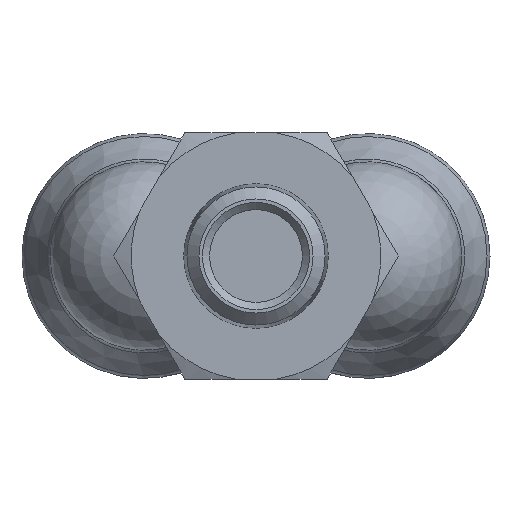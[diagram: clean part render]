
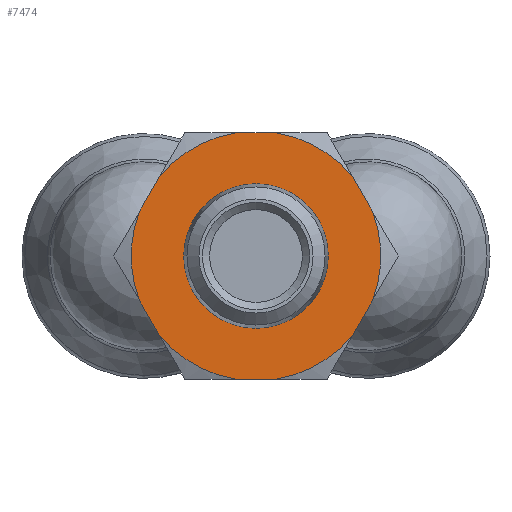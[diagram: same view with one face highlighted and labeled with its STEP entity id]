
A CAD part, front view. The second image highlights one B-rep face of the part: STEP entity #7474.
In plain terms, the highlighted face is planar.
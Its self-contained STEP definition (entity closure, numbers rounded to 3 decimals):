
#7137=CARTESIAN_POINT('',(-21.1,-8.063,3.035));
#7138=VERTEX_POINT('',#7137);
#7154=CARTESIAN_POINT('',(-21.1,-8.063,-3.035));
#7155=VERTEX_POINT('',#7154);
#7156=CARTESIAN_POINT('',(-21.1,0.,0.0));
#7157=DIRECTION('',(-1.0,0.0,0.0));
#7158=DIRECTION('',(0.0,1.0,0.0));
#7159=AXIS2_PLACEMENT_3D('',#7156,#7157,#7158);
#7160=CIRCLE('',#7159,8.615);
#7161=EDGE_CURVE('',#7155,#7138,#7160,.T.);
#7186=CARTESIAN_POINT('',(-21.1,-6.66,5.465));
#7187=VERTEX_POINT('',#7186);
#7201=CARTESIAN_POINT('',(-21.1,-1.403,8.5));
#7202=VERTEX_POINT('',#7201);
#7216=CARTESIAN_POINT('',(-21.1,0.,0.0));
#7217=DIRECTION('',(-1.0,0.0,0.0));
#7218=DIRECTION('',(0.0,1.0,0.0));
#7219=AXIS2_PLACEMENT_3D('',#7216,#7217,#7218);
#7220=CIRCLE('',#7219,8.615);
#7221=EDGE_CURVE('',#7187,#7202,#7220,.T.);
#7233=CARTESIAN_POINT('',(-21.1,1.403,8.5));
#7234=VERTEX_POINT('',#7233);
#7248=CARTESIAN_POINT('',(-21.1,6.66,5.465));
#7249=VERTEX_POINT('',#7248);
#7263=CARTESIAN_POINT('',(-21.1,0.,0.0));
#7264=DIRECTION('',(-1.0,0.0,0.0));
#7265=DIRECTION('',(0.0,1.0,0.0));
#7266=AXIS2_PLACEMENT_3D('',#7263,#7264,#7265);
#7267=CIRCLE('',#7266,8.615);
#7268=EDGE_CURVE('',#7234,#7249,#7267,.T.);
#7280=CARTESIAN_POINT('',(-21.1,8.063,3.035));
#7281=VERTEX_POINT('',#7280);
#7295=CARTESIAN_POINT('',(-21.1,8.063,-3.035));
#7296=VERTEX_POINT('',#7295);
#7310=CARTESIAN_POINT('',(-21.1,0.,0.0));
#7311=DIRECTION('',(-1.0,0.0,0.0));
#7312=DIRECTION('',(0.0,1.0,0.0));
#7313=AXIS2_PLACEMENT_3D('',#7310,#7311,#7312);
#7314=CIRCLE('',#7313,8.615);
#7315=EDGE_CURVE('',#7281,#7296,#7314,.T.);
#7327=CARTESIAN_POINT('',(-21.1,6.66,-5.465));
#7328=VERTEX_POINT('',#7327);
#7342=CARTESIAN_POINT('',(-21.1,1.403,-8.5));
#7343=VERTEX_POINT('',#7342);
#7357=CARTESIAN_POINT('',(-21.1,0.,0.0));
#7358=DIRECTION('',(-1.0,0.0,0.0));
#7359=DIRECTION('',(0.0,1.0,0.0));
#7360=AXIS2_PLACEMENT_3D('',#7357,#7358,#7359);
#7361=CIRCLE('',#7360,8.615);
#7362=EDGE_CURVE('',#7328,#7343,#7361,.T.);
#7374=CARTESIAN_POINT('',(-21.1,-1.403,-8.5));
#7375=VERTEX_POINT('',#7374);
#7389=CARTESIAN_POINT('',(-21.1,-6.66,-5.465));
#7390=VERTEX_POINT('',#7389);
#7404=CARTESIAN_POINT('',(-21.1,0.,0.0));
#7405=DIRECTION('',(-1.0,0.0,0.0));
#7406=DIRECTION('',(0.0,1.0,0.0));
#7407=AXIS2_PLACEMENT_3D('',#7404,#7405,#7406);
#7408=CIRCLE('',#7407,8.615);
#7409=EDGE_CURVE('',#7375,#7390,#7408,.T.);
#7414=CARTESIAN_POINT('',(-21.1,6.245,0.0));
#7415=DIRECTION('',(-1.0,0.0,0.0));
#7416=DIRECTION('',(0.0,0.0,1.0));
#7417=AXIS2_PLACEMENT_3D('',#7414,#7415,#7416);
#7418=PLANE('',#7417);
#7419=ORIENTED_EDGE('',*,*,#7409,.T.);
#7420=CARTESIAN_POINT('',(-21.1,-8.063,-3.035));
#7421=DIRECTION('',(0.0,0.5,-0.866));
#7422=VECTOR('',#7421,2.805);
#7423=LINE('',#7420,#7422);
#7424=EDGE_CURVE('',#7155,#7390,#7423,.T.);
#7425=ORIENTED_EDGE('',*,*,#7424,.F.);
#7426=ORIENTED_EDGE('',*,*,#7161,.T.);
#7427=CARTESIAN_POINT('',(-21.1,-6.66,5.465));
#7428=DIRECTION('',(0.0,-0.5,-0.866));
#7429=VECTOR('',#7428,2.805);
#7430=LINE('',#7427,#7429);
#7431=EDGE_CURVE('',#7187,#7138,#7430,.T.);
#7432=ORIENTED_EDGE('',*,*,#7431,.F.);
#7433=ORIENTED_EDGE('',*,*,#7221,.T.);
#7434=CARTESIAN_POINT('',(-21.1,1.403,8.5));
#7435=DIRECTION('',(0.0,-1.0,0.0));
#7436=VECTOR('',#7435,2.805);
#7437=LINE('',#7434,#7436);
#7438=EDGE_CURVE('',#7234,#7202,#7437,.T.);
#7439=ORIENTED_EDGE('',*,*,#7438,.F.);
#7440=ORIENTED_EDGE('',*,*,#7268,.T.);
#7441=CARTESIAN_POINT('',(-21.1,8.063,3.035));
#7442=DIRECTION('',(0.0,-0.5,0.866));
#7443=VECTOR('',#7442,2.805);
#7444=LINE('',#7441,#7443);
#7445=EDGE_CURVE('',#7281,#7249,#7444,.T.);
#7446=ORIENTED_EDGE('',*,*,#7445,.F.);
#7447=ORIENTED_EDGE('',*,*,#7315,.T.);
#7448=CARTESIAN_POINT('',(-21.1,6.66,-5.465));
#7449=DIRECTION('',(0.0,0.5,0.866));
#7450=VECTOR('',#7449,2.805);
#7451=LINE('',#7448,#7450);
#7452=EDGE_CURVE('',#7328,#7296,#7451,.T.);
#7453=ORIENTED_EDGE('',*,*,#7452,.F.);
#7454=ORIENTED_EDGE('',*,*,#7362,.T.);
#7455=CARTESIAN_POINT('',(-21.1,-1.403,-8.5));
#7456=DIRECTION('',(0.0,1.0,0.0));
#7457=VECTOR('',#7456,2.805);
#7458=LINE('',#7455,#7457);
#7459=EDGE_CURVE('',#7375,#7343,#7458,.T.);
#7460=ORIENTED_EDGE('',*,*,#7459,.F.);
#7461=EDGE_LOOP('',(#7419,#7425,#7426,#7432,#7433,#7439,#7440,#7446,#7447,#7453,#7454,#7460));
#7462=FACE_OUTER_BOUND('',#7461,.T.);
#7463=CARTESIAN_POINT('',(-21.1,4.99,0.0));
#7464=VERTEX_POINT('',#7463);
#7465=CARTESIAN_POINT('',(-21.1,0.,0.0));
#7466=DIRECTION('',(1.0,0.0,0.0));
#7467=DIRECTION('',(0.0,1.0,0.0));
#7468=AXIS2_PLACEMENT_3D('',#7465,#7466,#7467);
#7469=CIRCLE('',#7468,4.99);
#7470=EDGE_CURVE('',#7464,#7464,#7469,.T.);
#7471=ORIENTED_EDGE('',*,*,#7470,.T.);
#7472=EDGE_LOOP('',(#7471));
#7473=FACE_BOUND('',#7472,.T.);
#7474=ADVANCED_FACE('',(#7462,#7473),#7418,.T.);
